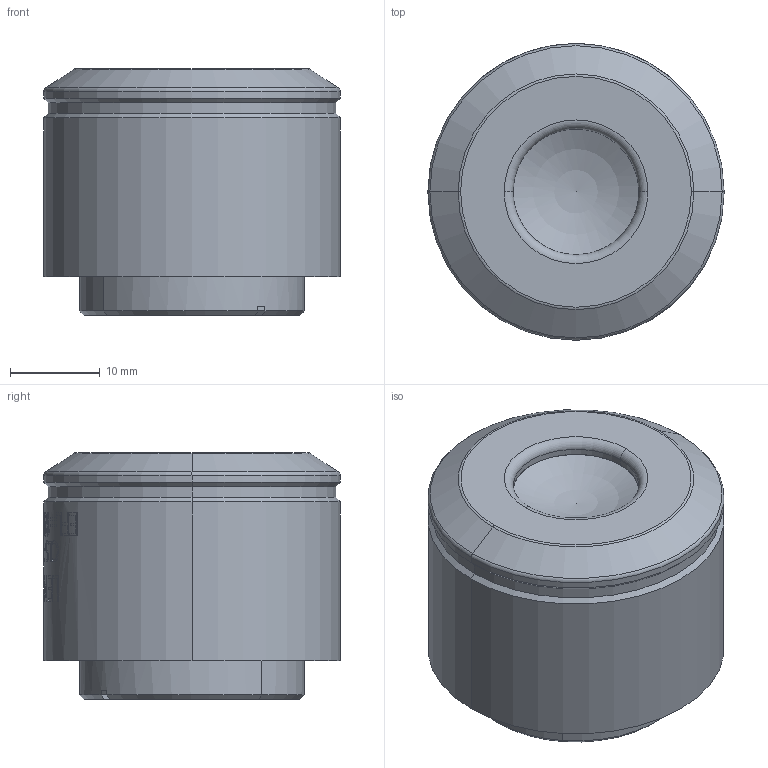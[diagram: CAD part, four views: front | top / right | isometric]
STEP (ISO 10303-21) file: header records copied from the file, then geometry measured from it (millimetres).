
FILE_DESCRIPTION (( 'STEP AP214' ), '1' );
FILE_NAME ('CLS-F18-BB.STEP', '2024-06-25T08:08:40', ( 'Windows User' ), ( 'P R C' ), 'SwSTEP 2.0', 'SolidWorks 2018', '' );
FILE_SCHEMA (( 'AUTOMOTIVE_DESIGN' ));
Length unit declared in the file: millimetre
Products named in the file (6): 錨璃3; 錨璃4; 錨璃5; CLS-F18-BB; 錨璃11; 錨璃2
Assembly tree (5 placements, depth 2):
  CLS-F18-BB
    錨璃2
    錨璃3
    錨璃4
    錨璃5
    錨璃11
Bounding box: 33 x 33 x 27.5 mm (x, y, z)
Volume: 14058.1 mm3; surface area: 12442.6 mm2
Topology: 7 solids, 7 shells, 475 faces, 1217 edges, 804 vertices
Faces by surface type: plane 223, bspline 130, cylinder 83, cone 28, torus 8, sphere 3
Entity records: 29053 total; most frequent: CARTESIAN_POINT 17710, ORIENTED_EDGE 2416, DIRECTION 1813, EDGE_CURVE 1208, VERTEX_POINT 798, AXIS2_PLACEMENT_3D 693, EDGE_LOOP 532, FACE_OUTER_BOUND 475
